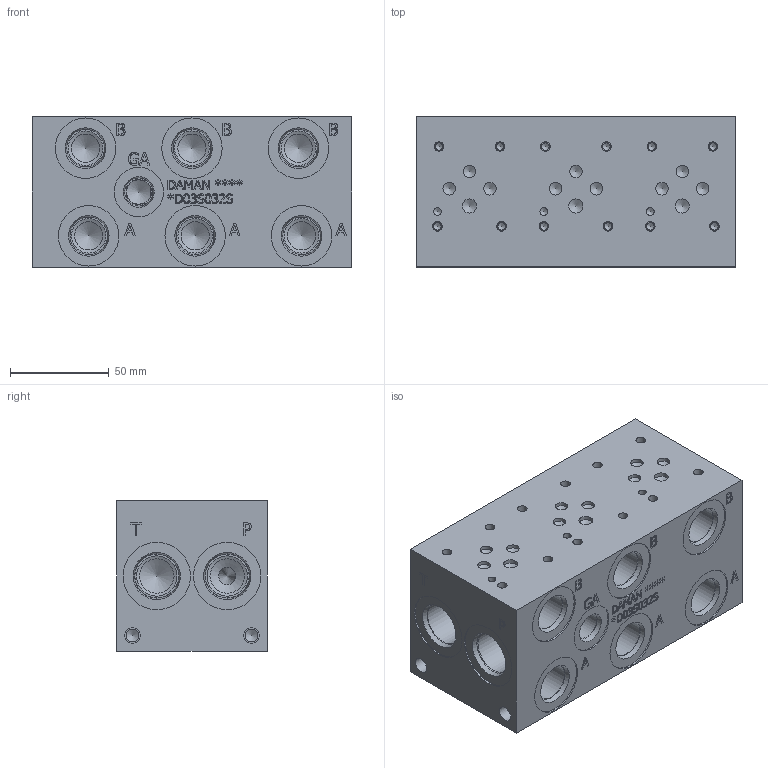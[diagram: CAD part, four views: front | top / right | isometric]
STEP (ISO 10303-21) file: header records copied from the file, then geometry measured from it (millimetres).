
FILE_DESCRIPTION(/* description */ (''),/* implementation_level */ '2;1');
FILE_NAME(/* name */ '_D03S032S.stp',/* time_stamp */ '2022-10-12T16:43:01-04:00',/* author */ ('bobbyh'),/* organization */ (''),/* preprocessor_version */ 'ST-DEVELOPER v18',/* originating_system */ 'Autodesk Inventor 2020',/* authorisation */ '');
FILE_SCHEMA (('AUTOMOTIVE_DESIGN { 1 0 10303 214 3 1 1 }'));
Length unit declared in the file: millimetre
Products named in the file (1): Part_AD03S032S_3D
Bounding box: 161.93 x 76.2 x 76.2 mm (x, y, z)
Volume: 847963.4 mm3; surface area: 82898.6 mm2
Topology: 1 solids, 1 shells, 758 faces, 2071 edges, 1401 vertices
Faces by surface type: plane 382, bspline 193, cylinder 105, cone 78
Full cylindrical faces by diameter (mm): 3.785 x12, 3.962 x3, 4.826 x12, 6.35 x9, 6.528 x4, 7.137 x3, 7.925 x4, 12.294 x1, 12.9 x1, 14.275 x1, 14.3 x6, 14.529 x1, 17.475 x4, 17.501 x6, 19.05 x6, 19.253 x6, 20.447 x4, 22.225 x3, 22.23 x1, 22.555 x4, 23.901 x3, 25.019 x1, 30.632 x6, 34.138 x4
Entity records: 25433 total; most frequent: CARTESIAN_POINT 6698, ORIENTED_EDGE 4058, DIRECTION 3160, EDGE_CURVE 2029, VERTEX_POINT 1401, LINE 1258, VECTOR 1258, AXIS2_PLACEMENT_3D 951
